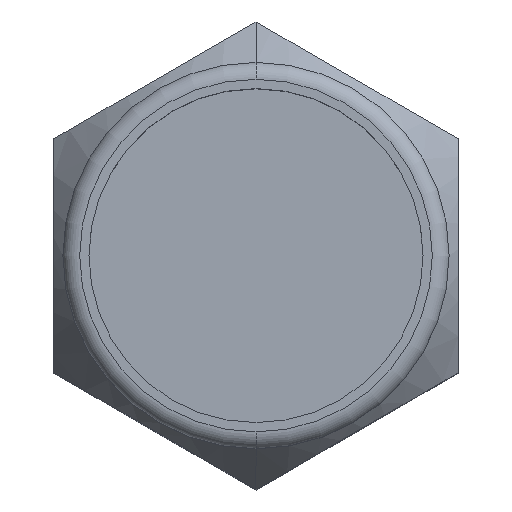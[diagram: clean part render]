
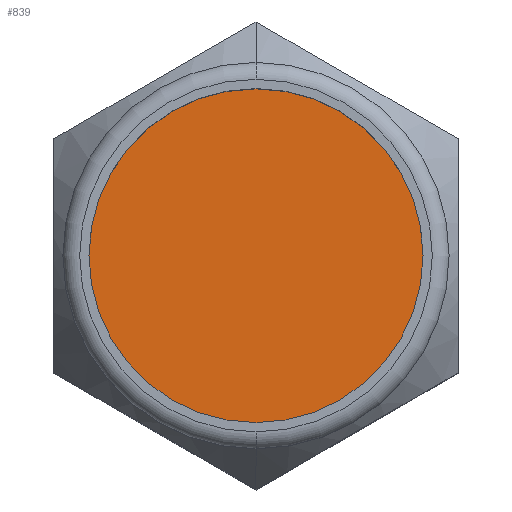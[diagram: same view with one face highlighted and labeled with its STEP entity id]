
A CAD part, top view. The second image highlights one B-rep face of the part: STEP entity #839.
In plain terms, the highlighted planar face has unit normal (0, 0, 1).
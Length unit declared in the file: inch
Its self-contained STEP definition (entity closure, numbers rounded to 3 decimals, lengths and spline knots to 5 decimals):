
#299 = CARTESIAN_POINT ( 'NONE',  ( 0., 0., 0.57 ) ) ;
#444 = DIRECTION ( 'NONE',  ( 0., 0., 1. ) ) ;
#469 = DIRECTION ( 'NONE',  ( 0., 0., 1. ) ) ;
#494 = VERTEX_POINT ( 'NONE', #547 ) ;
#547 = CARTESIAN_POINT ( 'NONE',  ( -0.125, 0., 0.57 ) ) ;
#551 = VERTEX_POINT ( 'NONE', #848 ) ;
#555 = CIRCLE ( 'NONE', #885, 0.125 ) ;
#589 = EDGE_CURVE ( 'NONE', #551, #494, #555, .T. ) ;
#640 = CARTESIAN_POINT ( 'NONE',  ( 0., 0., 0.57 ) ) ;
#664 = CARTESIAN_POINT ( 'NONE',  ( 0., 0., 0.57 ) ) ;
#839 = ADVANCED_FACE ( 'NONE', ( #1230 ), #1256, .T. ) ;
#848 = CARTESIAN_POINT ( 'NONE',  ( 0.125, 0., 0.57 ) ) ;
#858 = DIRECTION ( 'NONE',  ( 1., 0., 0. ) ) ;
#873 = EDGE_LOOP ( 'NONE', ( #997, #1263 ) ) ;
#885 = AXIS2_PLACEMENT_3D ( 'NONE', #640, #444, #858 ) ;
#906 = DIRECTION ( 'NONE',  ( 0., 0., 1. ) ) ;
#997 = ORIENTED_EDGE ( 'NONE', *, *, #589, .T. ) ;
#1108 = AXIS2_PLACEMENT_3D ( 'NONE', #299, #906, #1330 ) ;
#1131 = EDGE_CURVE ( 'NONE', #494, #551, #1232, .T. ) ;
#1166 = AXIS2_PLACEMENT_3D ( 'NONE', #664, #469, #1216 ) ;
#1216 = DIRECTION ( 'NONE',  ( 1., 0., 0. ) ) ;
#1230 = FACE_OUTER_BOUND ( 'NONE', #873, .T. ) ;
#1232 = CIRCLE ( 'NONE', #1166, 0.125 ) ;
#1256 = PLANE ( 'NONE',  #1108 ) ;
#1263 = ORIENTED_EDGE ( 'NONE', *, *, #1131, .T. ) ;
#1330 = DIRECTION ( 'NONE',  ( 1., 0., 0. ) ) ;
